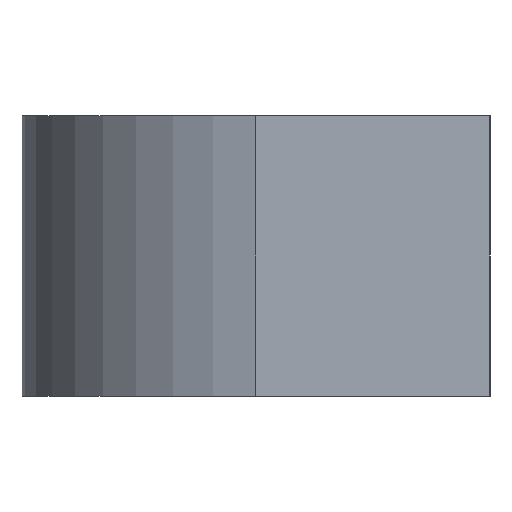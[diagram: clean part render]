
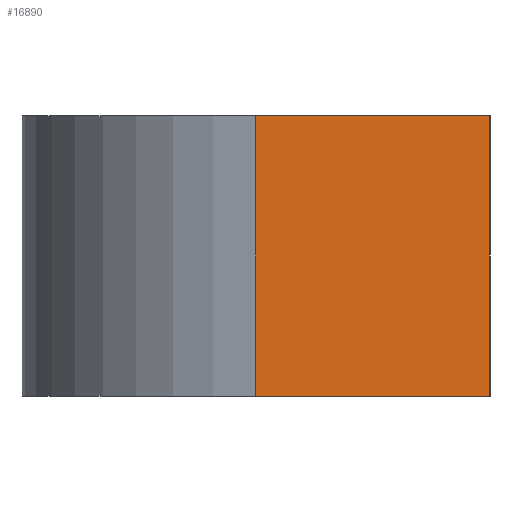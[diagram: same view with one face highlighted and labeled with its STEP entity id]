
A CAD part, left-side view. The second image highlights one B-rep face of the part: STEP entity #16890.
In plain terms, the highlighted planar face has unit normal (-1, 0, 0).
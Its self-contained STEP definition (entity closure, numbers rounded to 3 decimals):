
#6635 = CARTESIAN_POINT ( 'NONE',  ( -1.05, 0.25, 0.3 ) ) ;
#6636 = CARTESIAN_POINT ( 'NONE',  ( -1.05, 0.25, -0.3 ) ) ;
#6684 = CARTESIAN_POINT ( 'NONE',  ( -1.05, -0.25, 0.3 ) ) ;
#6685 = DIRECTION ( 'NONE',  ( 0., 0., -1. ) ) ;
#6686 = VECTOR ( 'NONE', #6685, 1000. ) ;
#6687 = CARTESIAN_POINT ( 'NONE',  ( -1.05, -0.25, 0.3 ) ) ;
#6688 = LINE ( 'NONE', #6687, #6686 ) ;
#6689 = CARTESIAN_POINT ( 'NONE',  ( -1.05, -0.25, -0.3 ) ) ;
#6690 = DIRECTION ( 'NONE',  ( 0., -1., 0. ) ) ;
#6691 = VECTOR ( 'NONE', #6690, 1000. ) ;
#6692 = CARTESIAN_POINT ( 'NONE',  ( -1.05, -2.117, -0.3 ) ) ;
#6693 = LINE ( 'NONE', #6692, #6691 ) ;
#6738 = DIRECTION ( 'NONE',  ( 0., -1., 0. ) ) ;
#6739 = VECTOR ( 'NONE', #6738, 1000. ) ;
#6740 = CARTESIAN_POINT ( 'NONE',  ( -1.05, -2.117, 0.3 ) ) ;
#6741 = LINE ( 'NONE', #6740, #6739 ) ;
#6913 = LINE ( 'NONE', #6963, #6962 ) ;
#6939 = AXIS2_PLACEMENT_3D ( 'NONE', #6997, #6996, #6995 ) ;
#6940 = PLANE ( 'NONE',  #6939 ) ;
#6955 = FACE_OUTER_BOUND ( 'NONE', #16891, .T. ) ;
#6961 = DIRECTION ( 'NONE',  ( 0., 0., -1. ) ) ;
#6962 = VECTOR ( 'NONE', #6961, 1000. ) ;
#6963 = CARTESIAN_POINT ( 'NONE',  ( -1.05, 0.25, 0.3 ) ) ;
#6995 = DIRECTION ( 'NONE',  ( 0., 1., 0. ) ) ;
#6996 = DIRECTION ( 'NONE',  ( 1., 0., 0. ) ) ;
#6997 = CARTESIAN_POINT ( 'NONE',  ( -1.05, -2.117, 0.3 ) ) ;
#16789 = VERTEX_POINT ( 'NONE', #6636 ) ;
#16790 = VERTEX_POINT ( 'NONE', #6635 ) ;
#16813 = ORIENTED_EDGE ( 'NONE', *, *, #16814, .T. ) ;
#16814 = EDGE_CURVE ( 'NONE', #16789, #16815, #6693, .T. ) ;
#16815 = VERTEX_POINT ( 'NONE', #6689 ) ;
#16816 = ORIENTED_EDGE ( 'NONE', *, *, #16817, .F. ) ;
#16817 = EDGE_CURVE ( 'NONE', #16818, #16815, #6688, .T. ) ;
#16818 = VERTEX_POINT ( 'NONE', #6684 ) ;
#16819 = ORIENTED_EDGE ( 'NONE', *, *, #16820, .F. ) ;
#16820 = EDGE_CURVE ( 'NONE', #16790, #16818, #6741, .T. ) ;
#16873 = ORIENTED_EDGE ( 'NONE', *, *, #16886, .T. ) ;
#16886 = EDGE_CURVE ( 'NONE', #16790, #16789, #6913, .T. ) ;
#16890 = ADVANCED_FACE ( 'NONE', ( #6955 ), #6940, .F. ) ;
#16891 = EDGE_LOOP ( 'NONE', ( #16813, #16816, #16819, #16873 ) ) ;
